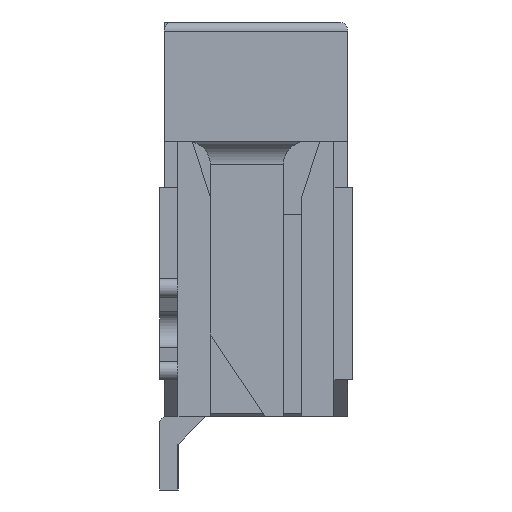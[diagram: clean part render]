
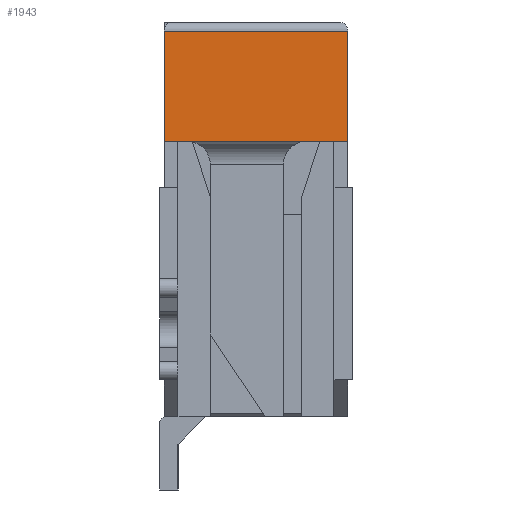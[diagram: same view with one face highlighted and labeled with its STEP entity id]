
A CAD part, left-side view. The second image highlights one B-rep face of the part: STEP entity #1943.
In plain terms, the highlighted planar face has unit normal (-1, 0, 0).
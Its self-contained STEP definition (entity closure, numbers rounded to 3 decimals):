
#1943 = ADVANCED_FACE( '', ( #4169 ), #4170, .T. );
#4169 = FACE_OUTER_BOUND( '', #6828, .T. );
#4170 = PLANE( '', #6829 );
#6828 = EDGE_LOOP( '', ( #11940, #11941, #11942, #11943 ) );
#6829 = AXIS2_PLACEMENT_3D( '', #11944, #11945, #11946 );
#11940 = ORIENTED_EDGE( '', *, *, #19979, .F. );
#11941 = ORIENTED_EDGE( '', *, *, #19276, .T. );
#11942 = ORIENTED_EDGE( '', *, *, #19980, .T. );
#11943 = ORIENTED_EDGE( '', *, *, #19320, .F. );
#11944 = CARTESIAN_POINT( '', ( -13.2, -1., 0.65 ) );
#11945 = DIRECTION( '', ( -1., 0., 0. ) );
#11946 = DIRECTION( '', ( 0., 0., 1. ) );
#19276 = EDGE_CURVE( '', #24067, #24072, #24074, .T. );
#19320 = EDGE_CURVE( '', #24149, #24151, #24152, .T. );
#19979 = EDGE_CURVE( '', #24067, #24149, #25185, .T. );
#19980 = EDGE_CURVE( '', #24072, #24151, #25186, .T. );
#24067 = VERTEX_POINT( '', #30878 );
#24072 = VERTEX_POINT( '', #30884 );
#24074 = LINE( '', #30886, #30887 );
#24149 = VERTEX_POINT( '', #30997 );
#24151 = VERTEX_POINT( '', #31000 );
#24152 = LINE( '', #31001, #31002 );
#25185 = LINE( '', #32564, #32565 );
#25186 = LINE( '', #32566, #32567 );
#30878 = CARTESIAN_POINT( '', ( -13.2, -1., 0.55 ) );
#30884 = CARTESIAN_POINT( '', ( -13.2, 1., 0.55 ) );
#30886 = CARTESIAN_POINT( '', ( -13.2, 1., 0.55 ) );
#30887 = VECTOR( '', #37131, 1000. );
#30997 = CARTESIAN_POINT( '', ( -13.2, -1., -0.65 ) );
#31000 = CARTESIAN_POINT( '', ( -13.2, 1., -0.65 ) );
#31001 = CARTESIAN_POINT( '', ( -13.2, -1., -0.65 ) );
#31002 = VECTOR( '', #37168, 1000. );
#32564 = CARTESIAN_POINT( '', ( -13.2, -1., 0.65 ) );
#32565 = VECTOR( '', #37737, 1000. );
#32566 = CARTESIAN_POINT( '', ( -13.2, 1., 0.65 ) );
#32567 = VECTOR( '', #37738, 1000. );
#37131 = DIRECTION( '', ( 0., 1., 0. ) );
#37168 = DIRECTION( '', ( 0., 1., 0. ) );
#37737 = DIRECTION( '', ( 0., 0., -1. ) );
#37738 = DIRECTION( '', ( 0., 0., -1. ) );
